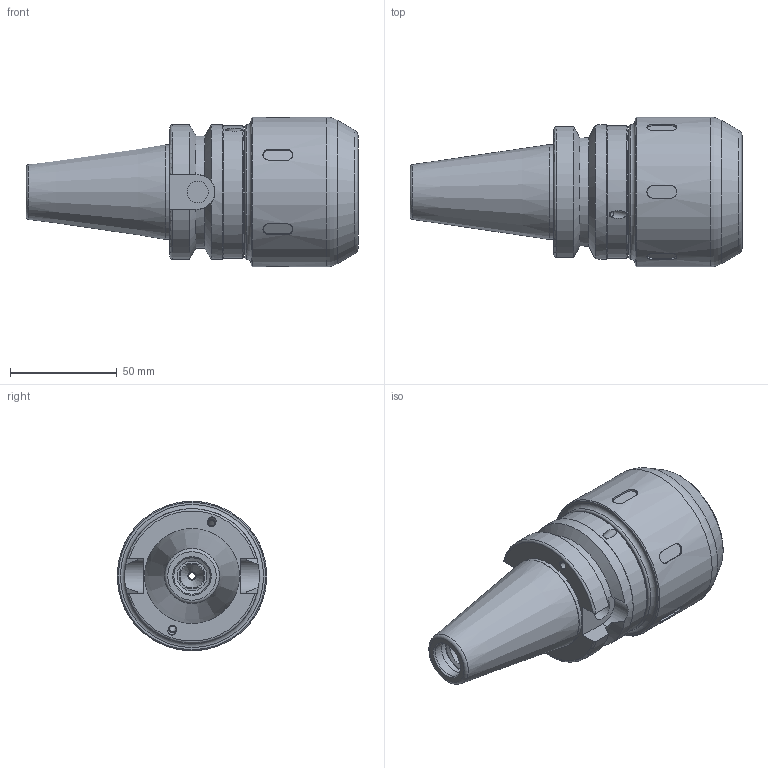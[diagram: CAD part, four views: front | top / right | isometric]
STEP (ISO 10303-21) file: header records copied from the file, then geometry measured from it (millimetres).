
FILE_DESCRIPTION(/* description */ (''),/* implementation_level */ '2;1');
FILE_NAME(/* name */ '3100416-BT40BHPMC125354.stp',/* time_stamp */ '2018-10-23T17:01:09+09:00',/* author */ ('imec'),/* organization */ (''),/* preprocessor_version */ 'ST-DEVELOPER v16.5',/* originating_system */ 'Autodesk Inventor LT',/* authorisation */ '');
FILE_SCHEMA (('CONFIG_CONTROL_DESIGN'));
Length unit declared in the file: millimetre
Products named in the file (1): 3100416-BT40BHPMC125354
Bounding box: 155.4 x 70 x 70 mm (x, y, z)
Volume: 278712.3 mm3; surface area: 51977.6 mm2
Topology: 2 solids, 2 shells, 145 faces, 321 edges, 207 vertices
Faces by surface type: plane 69, cylinder 49, cone 17, torus 10
Full cylindrical faces by diameter (mm): 3 x1, 3.2 x4, 4 x4, 7 x1, 10 x1, 11 x1, 12 x1, 14 x2, 16 x1, 17 x1, 18 x2, 31.75 x4, 32.5 x1, 36.5 x1, 44 x1, 52 x1, 58.8 x1, 62 x1, 63 x1, 70 x1
Entity records: 4105 total; most frequent: CARTESIAN_POINT 1048, DIRECTION 632, ORIENTED_EDGE 534, EDGE_CURVE 267, AXIS2_PLACEMENT_3D 263, EDGE_LOOP 232, VERTEX_POINT 201, FACE_OUTER_BOUND 145
